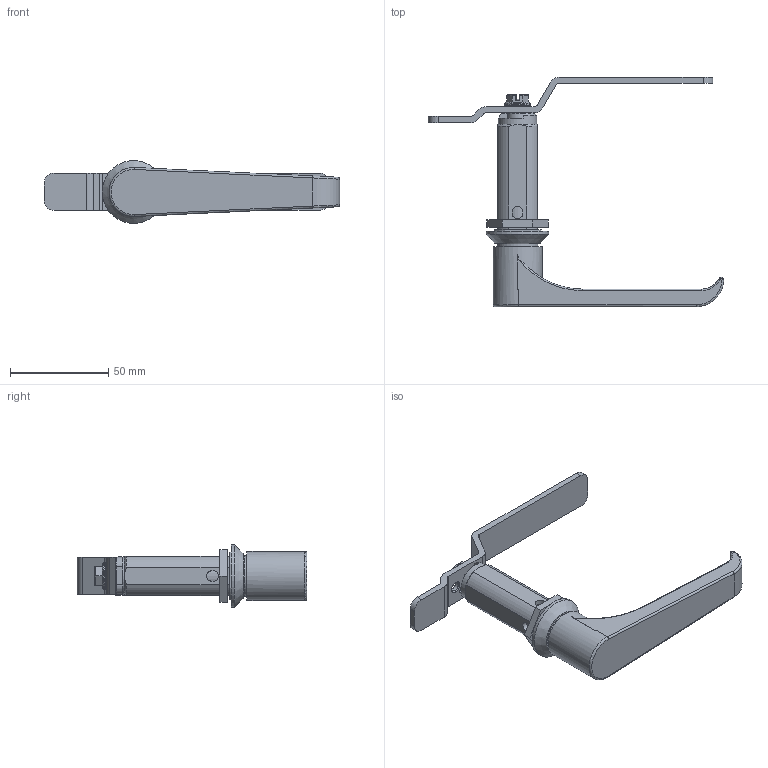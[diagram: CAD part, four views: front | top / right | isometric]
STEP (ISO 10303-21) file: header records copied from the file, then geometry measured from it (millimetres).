
FILE_DESCRIPTION(/* description */ (''),/* implementation_level */ '2;1');
FILE_NAME(/* name */ '50-010-8.step',/* time_stamp */ '2022-08-22T16:24:31-04:00',/* author */ (''),/* organization */ (''),/* preprocessor_version */ 'ST-DEVELOPER v19',/* originating_system */ 'Autodesk Translation Framework v11.7.0.108',/* authorisation */ '');
FILE_SCHEMA (('AUTOMOTIVE_DESIGN { 1 0 10303 214 3 1 1 }'));
Length unit declared in the file: millimetre
Products named in the file (10): Working; 50-010-0; 1000-366; DIN3771_15X3_5; 1000-23; 1000-02; 1000-210; 1000-367; 1000-277-21; 50-100-0
Assembly tree (9 placements, depth 3):
  Working
    50-010-0
      1000-366
      DIN3771_15X3_5
      1000-23
      1000-02
      1000-210
      1000-367
      1000-277-21
    50-100-0
Bounding box: 150.45 x 117 x 32 mm (x, y, z)
Volume: 56121.9 mm3; surface area: 35214.4 mm2
Topology: 8 solids, 8 shells, 424 faces, 1078 edges, 680 vertices
Faces by surface type: plane 201, cylinder 168, bspline 28, torus 14, cone 9, sphere 4
Full cylindrical faces by diameter (mm): 4.8 x1, 5.1 x1, 5.5 x1, 9.9 x1, 10 x1, 11.8 x1, 12 x1, 12.8 x1, 13.5 x1, 14.8 x1, 15 x1, 19.6 x1, 20.376 x1, 20.8 x1, 21.5 x1, 25 x1, 32 x1
Entity records: 17054 total; most frequent: CARTESIAN_POINT 6330, DIRECTION 2235, ORIENTED_EDGE 2156, EDGE_CURVE 1078, AXIS2_PLACEMENT_3D 821, VERTEX_POINT 680, LINE 593, VECTOR 593
